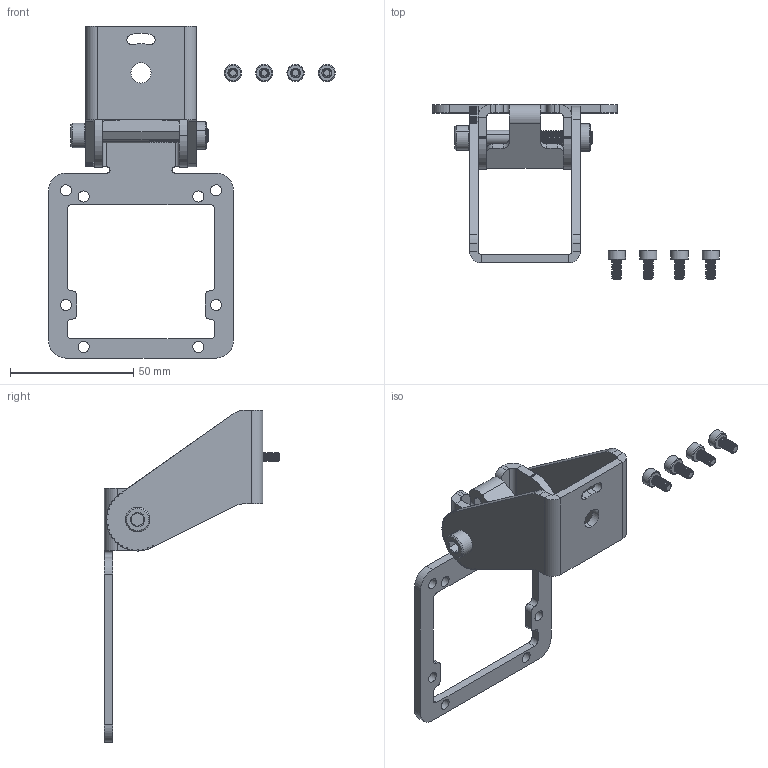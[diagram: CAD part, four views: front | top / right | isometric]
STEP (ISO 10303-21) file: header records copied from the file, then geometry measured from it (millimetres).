
FILE_DESCRIPTION (( 'STEP AP203' ), '1' );
FILE_NAME ('PTU-BU.STEP', '2022-02-16T17:54:16', ( '' ), ( '' ), 'SwSTEP 2.0', 'SolidWorks 2021', '' );
FILE_SCHEMA (( 'CONFIG_CONTROL_DESIGN' ));
Length unit declared in the file: inch
Products named in the file (7): 200300_BOM; SP-M6-1; 91292A144_91292A144; 91292A108_91292A108; 201229; 200301; PTU-BU
Assembly tree (9 placements, depth 3):
  PTU-BU
    200300_BOM
      200301
      SP-M6-1
    201229
    91292A144_91292A144
    91292A108_91292A108  x4
Bounding box: 116.39 x 71.11 x 134.69 mm (x, y, z)
Volume: 36577.6 mm3; surface area: 27819 mm2
Topology: 8 solids, 8 shells, 755 faces, 2030 edges, 1310 vertices
Faces by surface type: cylinder 461, plane 207, cone 76, bspline 11
Entity records: 22934 total; most frequent: CARTESIAN_POINT 8766, ORIENTED_EDGE 2902, DIRECTION 2796, EDGE_CURVE 1451, AXIS2_PLACEMENT_3D 1023, VERTEX_POINT 941, LINE 750, VECTOR 750
